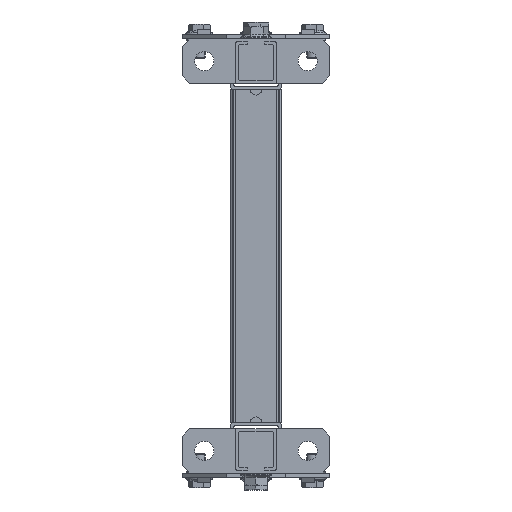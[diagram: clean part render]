
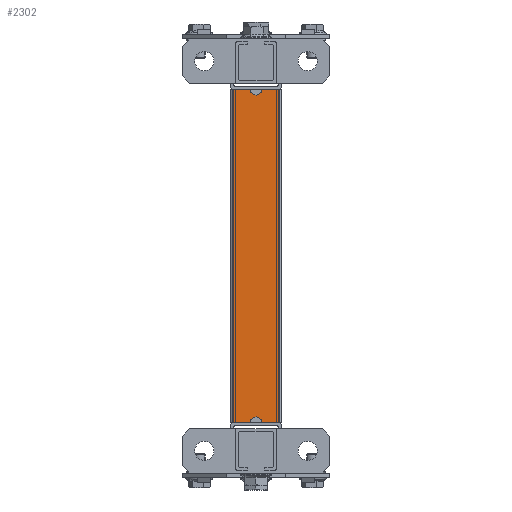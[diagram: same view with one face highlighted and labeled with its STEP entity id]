
A CAD part, front view. The second image highlights one B-rep face of the part: STEP entity #2302.
In plain terms, the highlighted face is planar.
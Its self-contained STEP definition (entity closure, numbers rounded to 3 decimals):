
#181 = VERTEX_POINT ( 'NONE', #2809 ) ;
#191 = DIRECTION ( 'NONE',  ( 0., 0., 1. ) ) ;
#582 = VECTOR ( 'NONE', #2316, 1000. ) ;
#687 = ORIENTED_EDGE ( 'NONE', *, *, #7870, .T. ) ;
#935 = CARTESIAN_POINT ( 'NONE',  ( -17., 226., 17. ) ) ;
#964 = VERTEX_POINT ( 'NONE', #3363 ) ;
#1160 = CARTESIAN_POINT ( 'NONE',  ( 0., 0., 17. ) ) ;
#1338 = AXIS2_PLACEMENT_3D ( 'NONE', #1160, #3509, #9765 ) ;
#1428 = ORIENTED_EDGE ( 'NONE', *, *, #5909, .F. ) ;
#1496 = EDGE_CURVE ( 'NONE', #9121, #7716, #8495, .T. ) ;
#1503 = VERTEX_POINT ( 'NONE', #2141 ) ;
#1712 = CARTESIAN_POINT ( 'NONE',  ( 4., 0., 17. ) ) ;
#2008 = AXIS2_PLACEMENT_3D ( 'NONE', #5521, #10583, #2194 ) ;
#2141 = CARTESIAN_POINT ( 'NONE',  ( -4., 226., 17. ) ) ;
#2175 = CARTESIAN_POINT ( 'NONE',  ( -17., 0., 17. ) ) ;
#2194 = DIRECTION ( 'NONE',  ( -1., 0., 0. ) ) ;
#2302 = ADVANCED_FACE ( 'NONE', ( #7146 ), #10518, .F. ) ;
#2316 = DIRECTION ( 'NONE',  ( 1., 0., 0. ) ) ;
#2422 = VERTEX_POINT ( 'NONE', #4119 ) ;
#2555 = ORIENTED_EDGE ( 'NONE', *, *, #10715, .T. ) ;
#2711 = ORIENTED_EDGE ( 'NONE', *, *, #8612, .T. ) ;
#2809 = CARTESIAN_POINT ( 'NONE',  ( 16., 226., 17. ) ) ;
#3289 = CIRCLE ( 'NONE', #1338, 4. ) ;
#3363 = CARTESIAN_POINT ( 'NONE',  ( -16., 226., 17. ) ) ;
#3451 = EDGE_LOOP ( 'NONE', ( #7931, #8552, #687, #2711, #6887, #8228, #1428, #2555 ) ) ;
#3509 = DIRECTION ( 'NONE',  ( 0., 0., 1. ) ) ;
#3550 = VECTOR ( 'NONE', #8567, 1000. ) ;
#3581 = CARTESIAN_POINT ( 'NONE',  ( 16., 226., 17. ) ) ;
#3627 = LINE ( 'NONE', #6806, #7942 ) ;
#3936 = LINE ( 'NONE', #6497, #582 ) ;
#4119 = CARTESIAN_POINT ( 'NONE',  ( 4., 226., 17. ) ) ;
#4234 = CARTESIAN_POINT ( 'NONE',  ( -16., 226., 17. ) ) ;
#4304 = DIRECTION ( 'NONE',  ( 0., -1., 0. ) ) ;
#4564 = VERTEX_POINT ( 'NONE', #1712 ) ;
#4923 = DIRECTION ( 'NONE',  ( 1., 0., 0. ) ) ;
#5411 = CARTESIAN_POINT ( 'NONE',  ( -16., 0., 17. ) ) ;
#5521 = CARTESIAN_POINT ( 'NONE',  ( -17., 226., 17. ) ) ;
#5909 = EDGE_CURVE ( 'NONE', #964, #1503, #7314, .T. ) ;
#6064 = DIRECTION ( 'NONE',  ( 1., 0., 0. ) ) ;
#6234 = DIRECTION ( 'NONE',  ( 1., 0., 0. ) ) ;
#6420 = CARTESIAN_POINT ( 'NONE',  ( -4., 0., 17. ) ) ;
#6497 = CARTESIAN_POINT ( 'NONE',  ( -17., 0., 17. ) ) ;
#6733 = VERTEX_POINT ( 'NONE', #7393 ) ;
#6806 = CARTESIAN_POINT ( 'NONE',  ( -17., 226., 17. ) ) ;
#6887 = ORIENTED_EDGE ( 'NONE', *, *, #10680, .F. ) ;
#7146 = FACE_OUTER_BOUND ( 'NONE', #3451, .T. ) ;
#7314 = LINE ( 'NONE', #935, #7595 ) ;
#7393 = CARTESIAN_POINT ( 'NONE',  ( 16., 0., 17. ) ) ;
#7434 = VECTOR ( 'NONE', #6234, 1000. ) ;
#7595 = VECTOR ( 'NONE', #6064, 1000. ) ;
#7716 = VERTEX_POINT ( 'NONE', #6420 ) ;
#7870 = EDGE_CURVE ( 'NONE', #4564, #6733, #3936, .T. ) ;
#7931 = ORIENTED_EDGE ( 'NONE', *, *, #1496, .T. ) ;
#7942 = VECTOR ( 'NONE', #9242, 1000. ) ;
#8197 = CARTESIAN_POINT ( 'NONE',  ( 0., 226., 17. ) ) ;
#8228 = ORIENTED_EDGE ( 'NONE', *, *, #8413, .F. ) ;
#8413 = EDGE_CURVE ( 'NONE', #1503, #2422, #8537, .T. ) ;
#8495 = LINE ( 'NONE', #2175, #7434 ) ;
#8537 = CIRCLE ( 'NONE', #9778, 4. ) ;
#8552 = ORIENTED_EDGE ( 'NONE', *, *, #8643, .F. ) ;
#8567 = DIRECTION ( 'NONE',  ( 0., 1., 0. ) ) ;
#8612 = EDGE_CURVE ( 'NONE', #6733, #181, #10587, .T. ) ;
#8643 = EDGE_CURVE ( 'NONE', #4564, #7716, #3289, .T. ) ;
#8996 = VECTOR ( 'NONE', #4304, 1000. ) ;
#9121 = VERTEX_POINT ( 'NONE', #5411 ) ;
#9242 = DIRECTION ( 'NONE',  ( 1., 0., 0. ) ) ;
#9765 = DIRECTION ( 'NONE',  ( 1., 0., 0. ) ) ;
#9778 = AXIS2_PLACEMENT_3D ( 'NONE', #8197, #191, #4923 ) ;
#10404 = LINE ( 'NONE', #4234, #8996 ) ;
#10518 = PLANE ( 'NONE',  #2008 ) ;
#10583 = DIRECTION ( 'NONE',  ( 0., 0., -1. ) ) ;
#10587 = LINE ( 'NONE', #3581, #3550 ) ;
#10680 = EDGE_CURVE ( 'NONE', #2422, #181, #3627, .T. ) ;
#10715 = EDGE_CURVE ( 'NONE', #964, #9121, #10404, .T. ) ;
